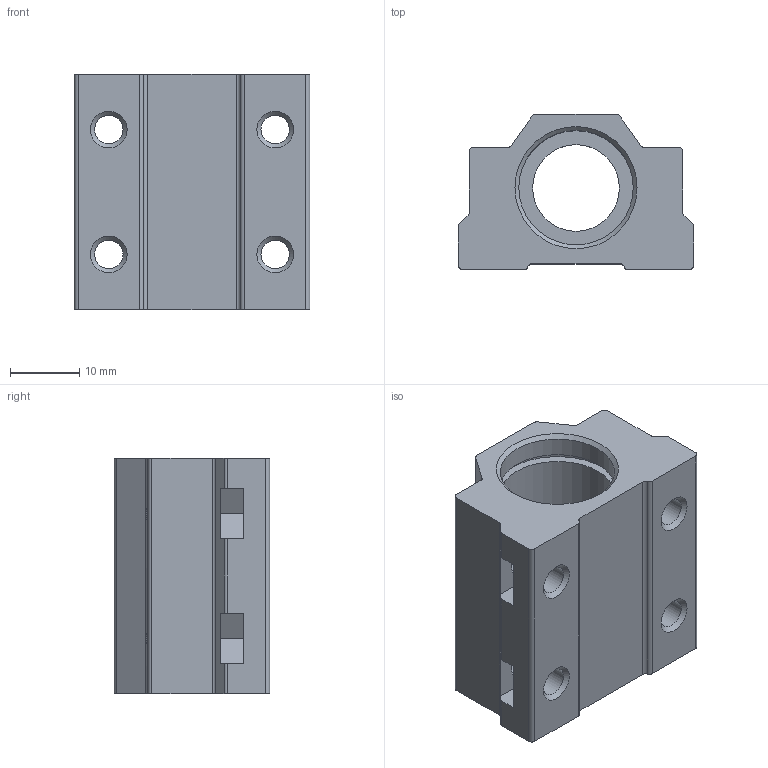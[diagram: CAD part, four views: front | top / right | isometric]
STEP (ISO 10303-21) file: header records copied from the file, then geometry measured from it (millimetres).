
FILE_DESCRIPTION(/* description */ (''),/* implementation_level */ '2;1');
FILE_NAME(/* name */ 'Linear Bearing Block.step',/* time_stamp */ '2018-08-17T11:22:55+02:00',/* author */ ('boelle'),/* organization */ (''),/* preprocessor_version */ 'ST-DEVELOPER v17',/* originating_system */ 'Autodesk Translation Framework v7.1.0.215',/* authorisation */ '');
FILE_SCHEMA (('AUTOMOTIVE_DESIGN { 1 0 10303 214 3 1 1 }'));
Length unit declared in the file: millimetre
Products named in the file (1): Linear Bearing Block
Bounding box: 34 x 22.4 x 34 mm (x, y, z)
Volume: 12818.9 mm3; surface area: 7568.9 mm2
Topology: 1 solids, 1 shells, 89 faces, 252 edges, 164 vertices
Faces by surface type: plane 43, cylinder 32, cone 10, bspline 4
Full cylindrical faces by diameter (mm): 4.1 x8, 12.5 x1, 16.5 x2, 18.9 x1
Entity records: 3094 total; most frequent: CARTESIAN_POINT 668, ORIENTED_EDGE 504, DIRECTION 492, EDGE_CURVE 252, LINE 164, VECTOR 164, VERTEX_POINT 164, AXIS2_PLACEMENT_3D 164
